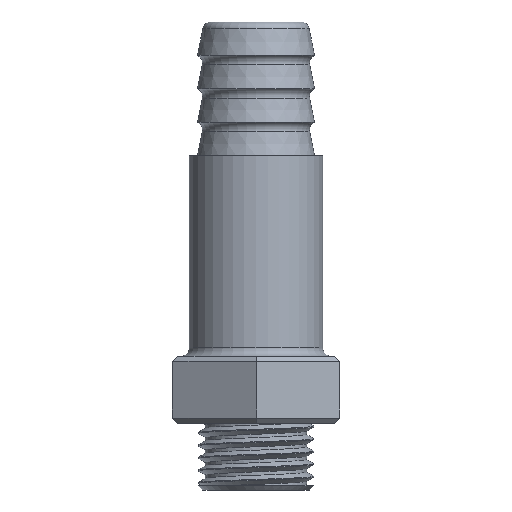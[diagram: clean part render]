
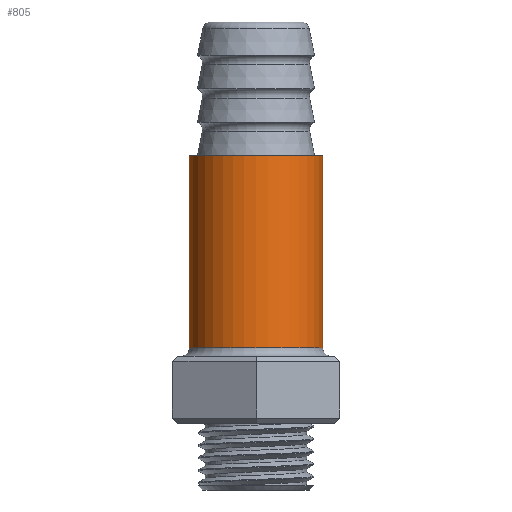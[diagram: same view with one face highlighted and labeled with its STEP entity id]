
A CAD part, front view. The second image highlights one B-rep face of the part: STEP entity #805.
In plain terms, the highlighted cylindrical face has radius 8 mm (diameter 16 mm), a full revolution.
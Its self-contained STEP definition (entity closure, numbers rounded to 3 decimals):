
#77=FACE_OUTER_BOUND('',#129,.T.);
#129=EDGE_LOOP('',(#629,#630,#631,#632));
#183=CIRCLE('',#890,8.);
#186=CIRCLE('',#895,8.);
#241=LINE('',#1825,#300);
#300=VECTOR('',#1046,8.);
#379=VERTEX_POINT('',#1804);
#387=VERTEX_POINT('',#1823);
#469=EDGE_CURVE('',#379,#379,#183,.T.);
#478=EDGE_CURVE('',#387,#387,#186,.T.);
#479=EDGE_CURVE('',#387,#379,#241,.T.);
#629=ORIENTED_EDGE('',*,*,#478,.F.);
#630=ORIENTED_EDGE('',*,*,#479,.T.);
#631=ORIENTED_EDGE('',*,*,#469,.F.);
#632=ORIENTED_EDGE('',*,*,#479,.F.);
#780=CYLINDRICAL_SURFACE('',#894,8.);
#805=ADVANCED_FACE('',(#77),#780,.T.);
#890=AXIS2_PLACEMENT_3D('',#1805,#1028,#1029);
#894=AXIS2_PLACEMENT_3D('',#1822,#1042,#1043);
#895=AXIS2_PLACEMENT_3D('',#1824,#1044,#1045);
#1028=DIRECTION('center_axis',(0.,0.,-1.));
#1029=DIRECTION('ref_axis',(-1.,0.,0.));
#1042=DIRECTION('center_axis',(0.,0.,1.));
#1043=DIRECTION('ref_axis',(-1.,0.,0.));
#1044=DIRECTION('center_axis',(0.,0.,1.));
#1045=DIRECTION('ref_axis',(-1.,0.,0.));
#1046=DIRECTION('',(0.,0.,-1.));
#1804=CARTESIAN_POINT('',(8.,0.,17.));
#1805=CARTESIAN_POINT('Origin',(0.,0.,17.));
#1822=CARTESIAN_POINT('Origin',(0.,0.,16.));
#1823=CARTESIAN_POINT('',(8.,0.,40.));
#1824=CARTESIAN_POINT('Origin',(0.,0.,40.));
#1825=CARTESIAN_POINT('',(8.,0.,16.));
